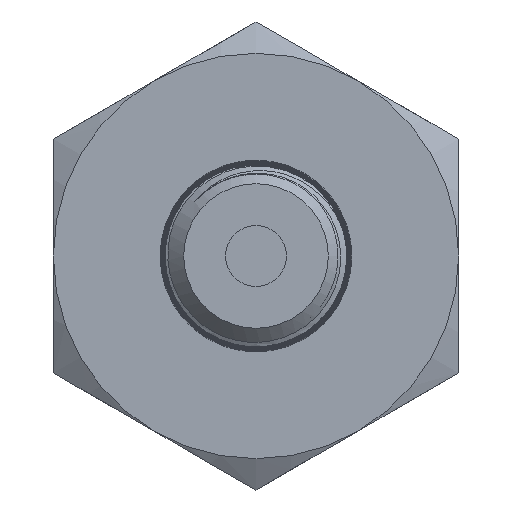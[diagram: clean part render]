
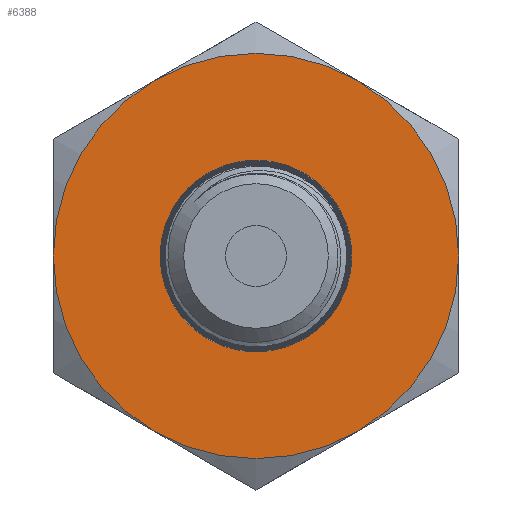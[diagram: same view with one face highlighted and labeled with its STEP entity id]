
A CAD part, left-side view. The second image highlights one B-rep face of the part: STEP entity #6388.
In plain terms, the highlighted planar face has unit normal (-1, 0, 0).
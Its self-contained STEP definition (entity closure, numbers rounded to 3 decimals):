
#341=FACE_BOUND('',#1149,.T.);
#412=PLANE('',#6558);
#758=FACE_OUTER_BOUND('',#1148,.T.);
#1148=EDGE_LOOP('',(#5897,#5898,#5899,#5900,#5901,#5902));
#1149=EDGE_LOOP('',(#5903));
#1187=CIRCLE('',#6460,5.21);
#1208=CIRCLE('',#6524,11.);
#1209=CIRCLE('',#6526,11.);
#1210=CIRCLE('',#6528,11.);
#1211=CIRCLE('',#6530,11.);
#1212=CIRCLE('',#6532,11.);
#1213=CIRCLE('',#6534,11.);
#2486=VERTEX_POINT('',#8270);
#3047=VERTEX_POINT('',#18593);
#3048=VERTEX_POINT('',#18597);
#3050=VERTEX_POINT('',#18604);
#3052=VERTEX_POINT('',#18614);
#3054=VERTEX_POINT('',#18627);
#3056=VERTEX_POINT('',#18637);
#3140=EDGE_CURVE('',#2486,#2486,#1187,.T.);
#3982=EDGE_CURVE('',#3047,#3048,#1208,.T.);
#3985=EDGE_CURVE('',#3050,#3047,#1209,.T.);
#3988=EDGE_CURVE('',#3052,#3050,#1210,.T.);
#3990=EDGE_CURVE('',#3054,#3052,#1211,.T.);
#3993=EDGE_CURVE('',#3056,#3054,#1212,.T.);
#3996=EDGE_CURVE('',#3048,#3056,#1213,.T.);
#5897=ORIENTED_EDGE('',*,*,#3996,.T.);
#5898=ORIENTED_EDGE('',*,*,#3993,.T.);
#5899=ORIENTED_EDGE('',*,*,#3990,.T.);
#5900=ORIENTED_EDGE('',*,*,#3988,.T.);
#5901=ORIENTED_EDGE('',*,*,#3985,.T.);
#5902=ORIENTED_EDGE('',*,*,#3982,.T.);
#5903=ORIENTED_EDGE('',*,*,#3140,.T.);
#6388=ADVANCED_FACE('',(#758,#341),#412,.T.);
#6460=AXIS2_PLACEMENT_3D('',#8271,#6665,#6666);
#6524=AXIS2_PLACEMENT_3D('',#18601,#7087,#7088);
#6526=AXIS2_PLACEMENT_3D('',#18611,#7091,#7092);
#6528=AXIS2_PLACEMENT_3D('',#18621,#7095,#7096);
#6530=AXIS2_PLACEMENT_3D('',#18628,#7099,#7100);
#6532=AXIS2_PLACEMENT_3D('',#18638,#7103,#7104);
#6534=AXIS2_PLACEMENT_3D('',#18647,#7107,#7108);
#6558=AXIS2_PLACEMENT_3D('',#18732,#7163,#7164);
#6665=DIRECTION('center_axis',(1.,0.,0.));
#6666=DIRECTION('ref_axis',(0.,0.,-1.));
#7087=DIRECTION('center_axis',(-1.,0.,0.));
#7088=DIRECTION('ref_axis',(0.,1.,0.));
#7091=DIRECTION('center_axis',(-1.,0.,0.));
#7092=DIRECTION('ref_axis',(0.,1.,0.));
#7095=DIRECTION('center_axis',(-1.,0.,0.));
#7096=DIRECTION('ref_axis',(0.,1.,0.));
#7099=DIRECTION('center_axis',(-1.,0.,0.));
#7100=DIRECTION('ref_axis',(0.,1.,0.));
#7103=DIRECTION('center_axis',(-1.,0.,0.));
#7104=DIRECTION('ref_axis',(0.,1.,0.));
#7107=DIRECTION('center_axis',(-1.,0.,0.));
#7108=DIRECTION('ref_axis',(0.,1.,0.));
#7163=DIRECTION('center_axis',(-1.,0.,0.));
#7164=DIRECTION('ref_axis',(0.,0.,1.));
#8270=CARTESIAN_POINT('',(-36.6,-5.21,0.));
#8271=CARTESIAN_POINT('Origin',(-36.6,0.,0.));
#18593=CARTESIAN_POINT('',(-36.6,-5.5,-9.526));
#18597=CARTESIAN_POINT('',(-36.6,-11.,0.));
#18601=CARTESIAN_POINT('Origin',(-36.6,0.,0.));
#18604=CARTESIAN_POINT('',(-36.6,5.5,-9.526));
#18611=CARTESIAN_POINT('Origin',(-36.6,0.,0.));
#18614=CARTESIAN_POINT('',(-36.6,11.,0.));
#18621=CARTESIAN_POINT('Origin',(-36.6,0.,0.));
#18627=CARTESIAN_POINT('',(-36.6,5.5,9.526));
#18628=CARTESIAN_POINT('Origin',(-36.6,0.,0.));
#18637=CARTESIAN_POINT('',(-36.6,-5.5,9.526));
#18638=CARTESIAN_POINT('Origin',(-36.6,0.,0.));
#18647=CARTESIAN_POINT('Origin',(-36.6,0.,0.));
#18732=CARTESIAN_POINT('Origin',(-36.6,11.,0.));
